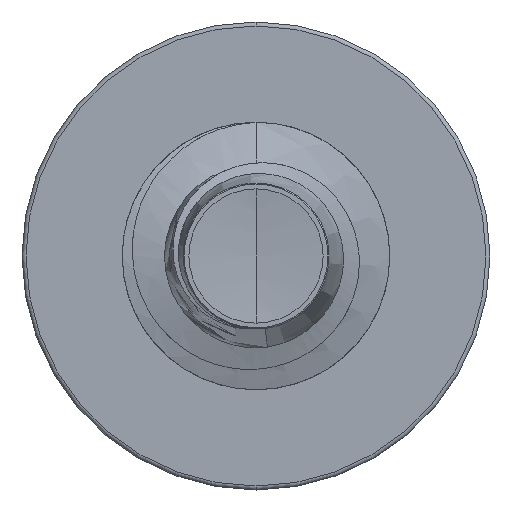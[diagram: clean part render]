
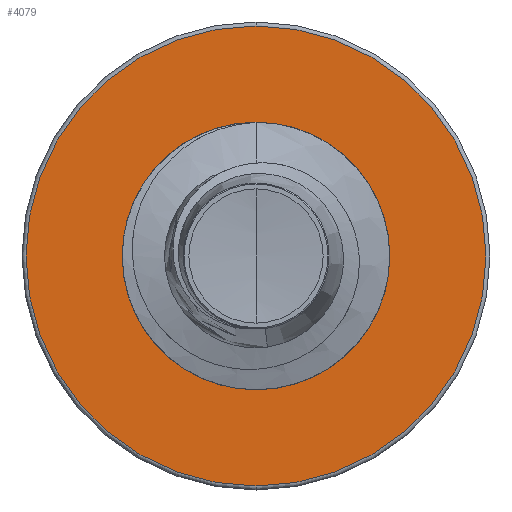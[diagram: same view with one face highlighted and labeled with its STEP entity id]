
A CAD part, front view. The second image highlights one B-rep face of the part: STEP entity #4079.
In plain terms, the highlighted planar face has unit normal (0, -1, 0).
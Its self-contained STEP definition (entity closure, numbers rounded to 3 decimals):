
#1255 = VERTEX_POINT ( 'NONE', #24471 ) ;
#1282 = EDGE_CURVE ( 'NONE', #19443, #8013, #13435, .T. ) ;
#1580 = EDGE_CURVE ( 'NONE', #1255, #13825, #20250, .T. ) ;
#4079 = ADVANCED_FACE ( 'NONE', ( #7874, #14435 ), #6464, .F. ) ;
#4909 = AXIS2_PLACEMENT_3D ( 'NONE', #6507, #6202, #6193 ) ;
#4910 = DIRECTION ( 'NONE',  ( 0., 1., 0. ) ) ;
#5045 = CIRCLE ( 'NONE', #10025, 3.44 ) ;
#6193 = DIRECTION ( 'NONE',  ( 0., 0., 1. ) ) ;
#6202 = DIRECTION ( 'NONE',  ( 0., 1., 0. ) ) ;
#6464 = PLANE ( 'NONE',  #4909 ) ;
#6507 = CARTESIAN_POINT ( 'NONE',  ( 0., 17.5, -1.989 ) ) ;
#7174 = AXIS2_PLACEMENT_3D ( 'NONE', #22650, #22647, #22632 ) ;
#7874 = FACE_OUTER_BOUND ( 'NONE', #20554, .T. ) ;
#8013 = VERTEX_POINT ( 'NONE', #19937 ) ;
#10025 = AXIS2_PLACEMENT_3D ( 'NONE', #19065, #4910, #20769 ) ;
#10231 = ORIENTED_EDGE ( 'NONE', *, *, #1580, .T. ) ;
#11386 = EDGE_CURVE ( 'NONE', #8013, #19443, #5045, .T. ) ;
#13435 = CIRCLE ( 'NONE', #19742, 3.44 ) ;
#13825 = VERTEX_POINT ( 'NONE', #22420 ) ;
#14400 = AXIS2_PLACEMENT_3D ( 'NONE', #15088, #26012, #17145 ) ;
#14435 = FACE_BOUND ( 'NONE', #18354, .T. ) ;
#15088 = CARTESIAN_POINT ( 'NONE',  ( 0., 17.5, 0. ) ) ;
#15531 = CARTESIAN_POINT ( 'NONE',  ( 0., 17.5, 3.44 ) ) ;
#15570 = ORIENTED_EDGE ( 'NONE', *, *, #1282, .F. ) ;
#16003 = EDGE_CURVE ( 'NONE', #13825, #1255, #17872, .T. ) ;
#16214 = ORIENTED_EDGE ( 'NONE', *, *, #16003, .T. ) ;
#17111 = ORIENTED_EDGE ( 'NONE', *, *, #11386, .F. ) ;
#17145 = DIRECTION ( 'NONE',  ( 0., 0., 1. ) ) ;
#17872 = CIRCLE ( 'NONE', #14400, 1.989 ) ;
#18354 = EDGE_LOOP ( 'NONE', ( #10231, #16214 ) ) ;
#19065 = CARTESIAN_POINT ( 'NONE',  ( 0., 17.5, 0. ) ) ;
#19443 = VERTEX_POINT ( 'NONE', #15531 ) ;
#19742 = AXIS2_PLACEMENT_3D ( 'NONE', #24323, #24310, #24303 ) ;
#19937 = CARTESIAN_POINT ( 'NONE',  ( 0., 17.5, -3.44 ) ) ;
#20250 = CIRCLE ( 'NONE', #7174, 1.989 ) ;
#20554 = EDGE_LOOP ( 'NONE', ( #15570, #17111 ) ) ;
#20769 = DIRECTION ( 'NONE',  ( 0., 0., 1. ) ) ;
#22420 = CARTESIAN_POINT ( 'NONE',  ( 0., 17.5, -1.989 ) ) ;
#22632 = DIRECTION ( 'NONE',  ( 0., 0., 1. ) ) ;
#22647 = DIRECTION ( 'NONE',  ( 0., 1., 0. ) ) ;
#22650 = CARTESIAN_POINT ( 'NONE',  ( 0., 17.5, 0. ) ) ;
#24303 = DIRECTION ( 'NONE',  ( 0., 0., 1. ) ) ;
#24310 = DIRECTION ( 'NONE',  ( 0., 1., 0. ) ) ;
#24323 = CARTESIAN_POINT ( 'NONE',  ( 0., 17.5, 0. ) ) ;
#24471 = CARTESIAN_POINT ( 'NONE',  ( 0., 17.5, 1.989 ) ) ;
#26012 = DIRECTION ( 'NONE',  ( 0., 1., 0. ) ) ;
